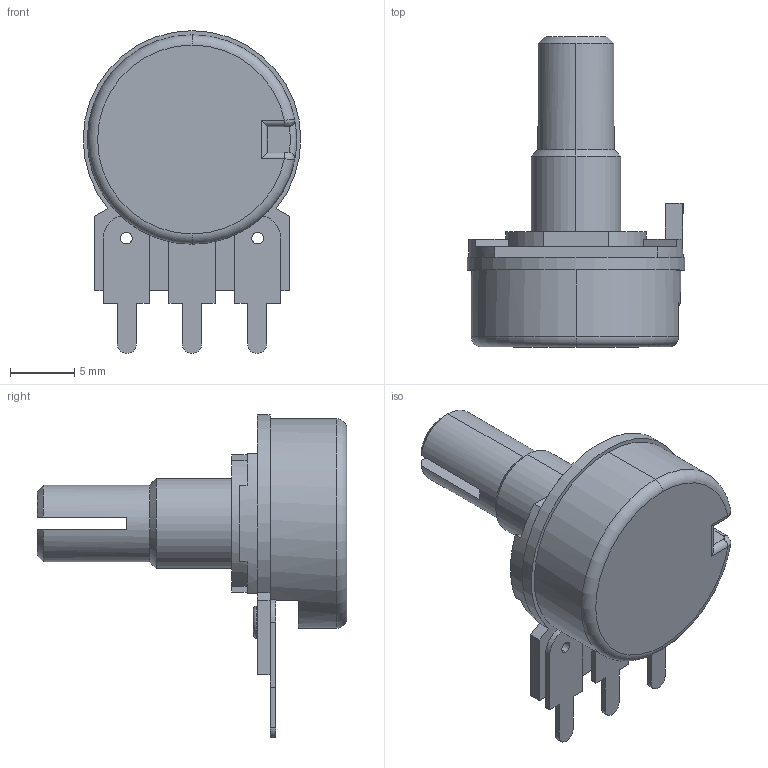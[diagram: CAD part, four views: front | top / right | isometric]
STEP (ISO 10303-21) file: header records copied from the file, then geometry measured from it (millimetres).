
FILE_DESCRIPTION (( 'STEP AP214' ), '1' );
FILE_NAME ('9C0ADC2B-3B65-44C6-8BA5-4D6557A017B2.STEP', '2024-07-05T23:37:45', ( '' ), ( '' ), 'SwSTEP 2.0', 'SolidWorks 2022', '' );
FILE_SCHEMA (( 'AUTOMOTIVE_DESIGN' ));
Length unit declared in the file: millimetre
Products named in the file (1): 9C0ADC2B-3B65-44C6-8BA5-4D6557A017B2
Bounding box: 17 x 24.2 x 25.2 mm (x, y, z)
Volume: 2235.3 mm3; surface area: 1606.6 mm2
Topology: 1 solids, 1 shells, 129 faces, 341 edges, 219 vertices
Faces by surface type: plane 69, cylinder 43, torus 10, cone 5, bspline 2
Entity records: 5543 total; most frequent: CARTESIAN_POINT 804, DIRECTION 708, ORIENTED_EDGE 682, EDGE_CURVE 341, AXIS2_PLACEMENT_3D 251, VERTEX_POINT 219, VECTOR 206, LINE 206
